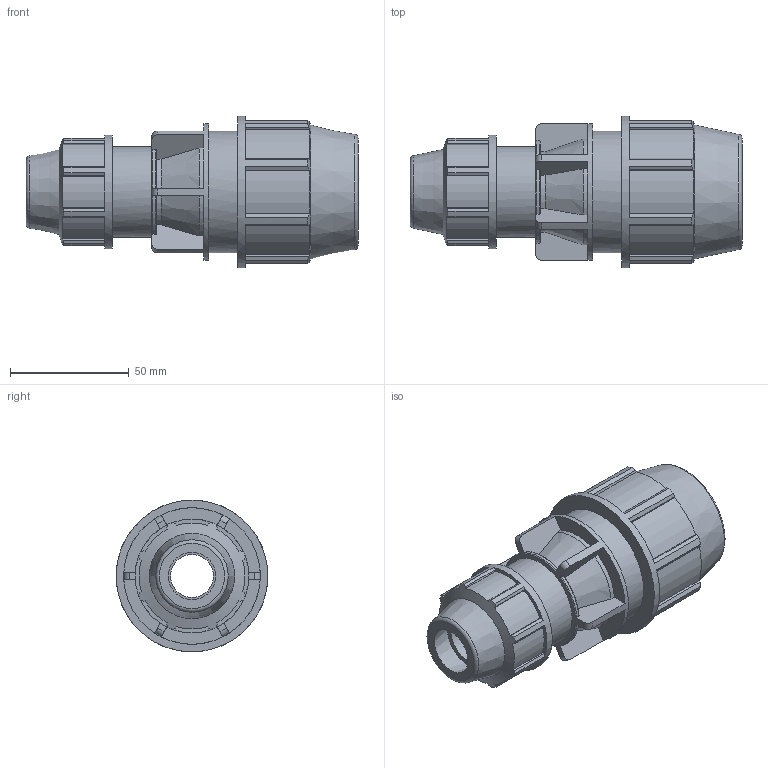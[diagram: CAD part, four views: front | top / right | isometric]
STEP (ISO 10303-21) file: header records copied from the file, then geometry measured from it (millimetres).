
FILE_DESCRIPTION(/* description */ ('PLASSON REDUCING COUPLER 32-20'),/* implementation_level */ '2;1');
FILE_NAME(/* name */ '071100032020_181100032020_0711060320200A.ipt.stp',/* time_stamp */ '2017-06-06T13:33:37+03:00',/* author */ ('KIM'),/* organization */ (''),/* preprocessor_version */ 'ST-DEVELOPER v15.6',/* originating_system */ 'Autodesk Inventor 2015',/* authorisation */ '');
FILE_SCHEMA (('AUTOMOTIVE_DESIGN { 1 0 10303 214 3 1 1 }'));
Length unit declared in the file: millimetre
Products named in the file (1): 071100032020_181100032020_0711060320200A
Bounding box: 140 x 64 x 64 mm (x, y, z)
Volume: 180240.1 mm3; surface area: 43426.2 mm2
Topology: 1 solids, 1 shells, 213 faces, 611 edges, 408 vertices
Faces by surface type: plane 138, cylinder 47, cone 14, torus 14
Full cylindrical faces by diameter (mm): 20 x1, 32 x1, 38.4 x1, 48 x1, 51.2 x1, 57.6 x1, 64 x1
Entity records: 7215 total; most frequent: CARTESIAN_POINT 1542, ORIENTED_EDGE 1174, DIRECTION 1100, EDGE_CURVE 587, VERTEX_POINT 401, AXIS2_PLACEMENT_3D 379, LINE 342, VECTOR 342
